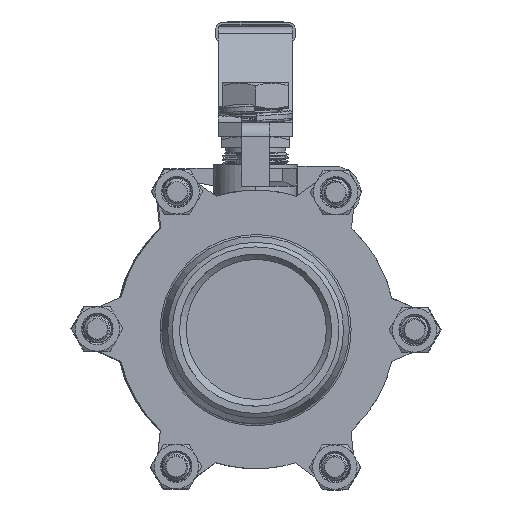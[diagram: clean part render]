
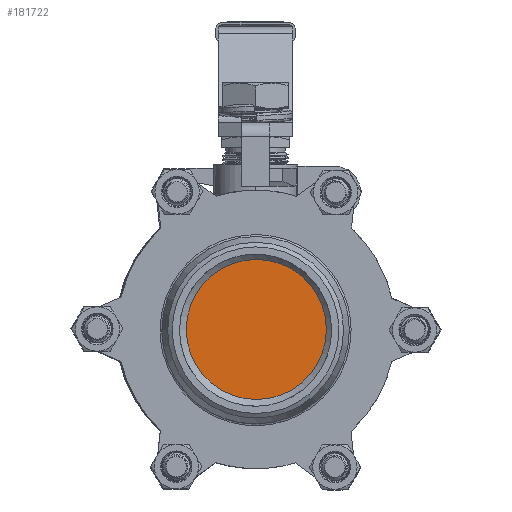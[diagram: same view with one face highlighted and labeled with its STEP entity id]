
A CAD part, front view. The second image highlights one B-rep face of the part: STEP entity #181722.
In plain terms, the highlighted planar face has unit normal (0, -1, 0).
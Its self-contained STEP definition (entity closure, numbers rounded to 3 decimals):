
#181706=CARTESIAN_POINT('',(0.,-39.8,0.359));
#181707=DIRECTION('',(0.,-1.,0.));
#181708=DIRECTION('',(0.,0.,-1.));
#181709=AXIS2_PLACEMENT_3D('',#181706,#181707,#181708);
#181710=PLANE('',#181709);
#181711=CARTESIAN_POINT('',(-0.,-39.8,-59.056));
#181712=VERTEX_POINT('',#181711);
#181713=CARTESIAN_POINT('',(0.,-39.8,0.359));
#181714=DIRECTION('',(-0.,1.,-0.));
#181715=DIRECTION('',(0.,0.,-1.));
#181716=AXIS2_PLACEMENT_3D('',#181713,#181714,#181715);
#181717=CIRCLE('',#181716,59.415);
#181718=EDGE_CURVE('',#181712,#181712,#181717,.T.);
#181719=ORIENTED_EDGE('',*,*,#181718,.F.);
#181720=EDGE_LOOP('',(#181719));
#181721=FACE_BOUND('',#181720,.T.);
#181722=ADVANCED_FACE('',(#181721),#181710,.T.);
